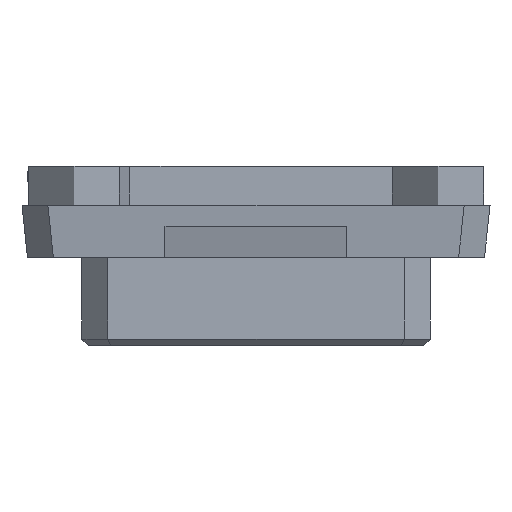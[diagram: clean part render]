
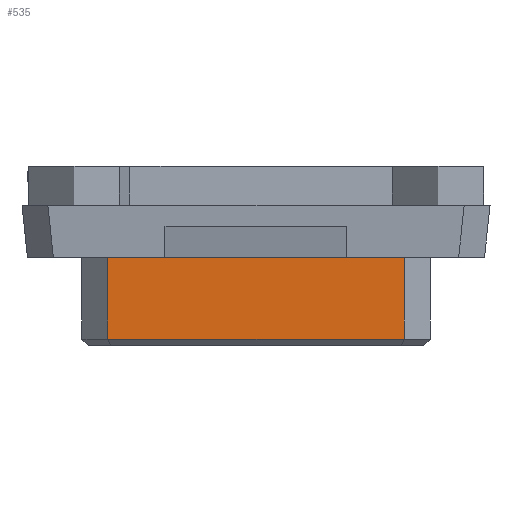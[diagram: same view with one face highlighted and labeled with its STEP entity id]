
A CAD part, left-side view. The second image highlights one B-rep face of the part: STEP entity #535.
In plain terms, the highlighted planar face has unit normal (-1, 0, 0).
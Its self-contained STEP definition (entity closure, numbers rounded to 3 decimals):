
#496=CARTESIAN_POINT('',(-7.3,0.,3.5));
#497=DIRECTION('',(0.,1.,0.));
#498=DIRECTION('',(-1.,0.,-0.));
#499=AXIS2_PLACEMENT_3D('',#496,#498,#497);
#500=PLANE('',#499);
#501=CARTESIAN_POINT('',(-7.3,-5.7,2.05));
#502=VERTEX_POINT('',#501);
#503=CARTESIAN_POINT('',(-7.3,-5.7,5.2));
#504=VERTEX_POINT('',#503);
#505=CARTESIAN_POINT('',(-7.3,-5.7,2.05));
#506=DIRECTION('',(0.,0.,1.));
#507=VECTOR('',#506,3.15);
#508=LINE('',#505,#507);
#509=EDGE_CURVE('',#502,#504,#508,.T.);
#510=ORIENTED_EDGE('',*,*,#509,.T.);
#511=CARTESIAN_POINT('',(-7.3,5.7,5.2));
#512=VERTEX_POINT('',#511);
#513=CARTESIAN_POINT('',(-7.3,-5.7,5.2));
#514=DIRECTION('',(0.,1.,0.));
#515=VECTOR('',#514,11.4);
#516=LINE('',#513,#515);
#517=EDGE_CURVE('',#504,#512,#516,.T.);
#518=ORIENTED_EDGE('',*,*,#517,.T.);
#519=CARTESIAN_POINT('',(-7.3,5.7,2.05));
#520=VERTEX_POINT('',#519);
#521=CARTESIAN_POINT('',(-7.3,5.7,5.2));
#522=DIRECTION('',(0.,0.,-1.));
#523=VECTOR('',#522,3.15);
#524=LINE('',#521,#523);
#525=EDGE_CURVE('',#512,#520,#524,.T.);
#526=ORIENTED_EDGE('',*,*,#525,.T.);
#527=CARTESIAN_POINT('',(-7.3,5.7,2.05));
#528=DIRECTION('',(0.,-1.,0.));
#529=VECTOR('',#528,11.4);
#530=LINE('',#527,#529);
#531=EDGE_CURVE('',#520,#502,#530,.T.);
#532=ORIENTED_EDGE('',*,*,#531,.T.);
#533=EDGE_LOOP('',(#510,#518,#526,#532));
#534=FACE_OUTER_BOUND('',#533,.T.);
#535=ADVANCED_FACE('',(#534),#500,.T.);
